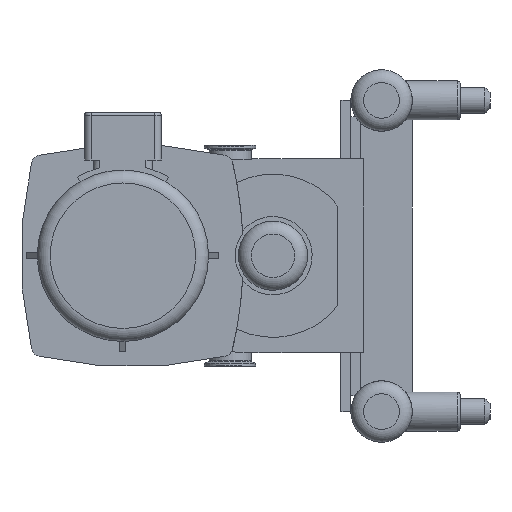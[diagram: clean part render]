
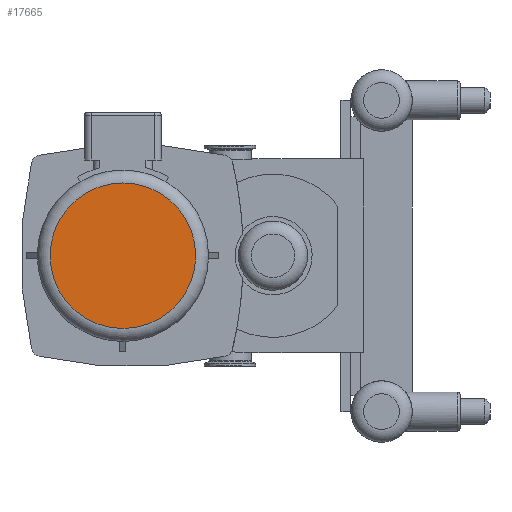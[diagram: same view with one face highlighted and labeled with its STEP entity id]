
A CAD part, left-side view. The second image highlights one B-rep face of the part: STEP entity #17665.
In plain terms, the highlighted planar face has unit normal (-1, 0, 0).
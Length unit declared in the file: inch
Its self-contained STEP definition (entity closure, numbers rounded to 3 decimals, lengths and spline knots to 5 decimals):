
#1212=PLANE('',#19451);
#5118=FACE_OUTER_BOUND('',#6191,.T.);
#6191=EDGE_LOOP('',(#16257,#16258));
#7042=CIRCLE('',#19452,2.8065);
#7043=CIRCLE('',#19453,2.8065);
#8708=VERTEX_POINT('',#33748);
#8709=VERTEX_POINT('',#33749);
#11254=EDGE_CURVE('',#8708,#8709,#7042,.T.);
#11255=EDGE_CURVE('',#8709,#8708,#7043,.T.);
#16257=ORIENTED_EDGE('',*,*,#11254,.F.);
#16258=ORIENTED_EDGE('',*,*,#11255,.F.);
#17665=ADVANCED_FACE('',(#5118),#1212,.T.);
#19451=AXIS2_PLACEMENT_3D('',#33747,#24291,#24292);
#19452=AXIS2_PLACEMENT_3D('',#33750,#24293,#24294);
#19453=AXIS2_PLACEMENT_3D('',#33751,#24295,#24296);
#24291=DIRECTION('center_axis',(-1.,0.,0.));
#24292=DIRECTION('ref_axis',(0.,1.,0.));
#24293=DIRECTION('center_axis',(1.,0.,0.));
#24294=DIRECTION('ref_axis',(0.,0.,
1.));
#24295=DIRECTION('center_axis',(1.,0.,0.));
#24296=DIRECTION('ref_axis',(0.,0.,
1.));
#33747=CARTESIAN_POINT('Origin',(-31.426,4.137,-3.3065));
#33748=CARTESIAN_POINT('',(-31.426,4.137,-2.8065));
#33749=CARTESIAN_POINT('',(-31.426,6.9435,0.));
#33750=CARTESIAN_POINT('Origin',(-31.426,4.137,0.));
#33751=CARTESIAN_POINT('Origin',(-31.426,4.137,0.));
